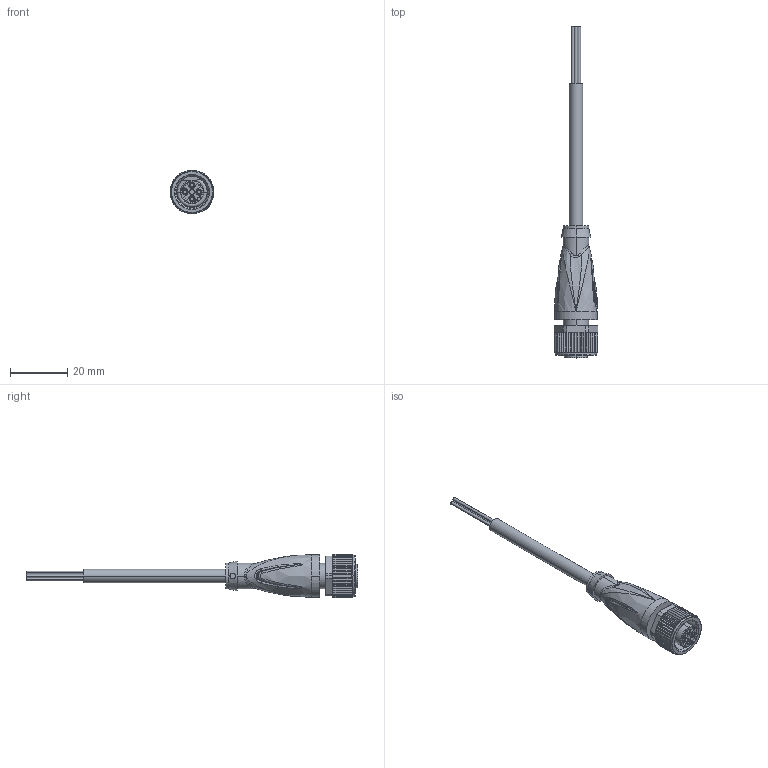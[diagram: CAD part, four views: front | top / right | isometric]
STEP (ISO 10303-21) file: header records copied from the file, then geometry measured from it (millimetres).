
FILE_DESCRIPTION(('STEP AP214'),'1');
FILE_NAME('cctmp_B30612F1-9F49-4AAE-B35A-CCDC2E736A15_2022_04_27_10_31_33_0015..stp','2022-04-27T08:31:35',('KiM GmbH'),('CADClick - www.CADClick.com'),'Spatial InterOp 3D postprocessed',' ','unknown authorization');
FILE_SCHEMA(('AUTOMOTIVE_DESIGN'));
Length unit declared in the file: millimetre
Products named in the file (7): T195698_1; Connection2; Cable; Connection1; Connection1_2; Connection1_1; T195698
Assembly tree (6 placements, depth 4):
  T195698
    T195698_1
      Connection2
      Cable
      Connection1
        Connection1_2
        Connection1_1
Bounding box: 15.4 x 116.4 x 15.37 mm (x, y, z)
Volume: 6702.8 mm3; surface area: 5051.3 mm2
Topology: 9 solids, 29 shells, 1072 faces, 2728 edges, 1717 vertices
Faces by surface type: plane 504, cylinder 224, torus 167, bspline 113, cone 64
Entity records: 52278 total; most frequent: CARTESIAN_POINT 23462, ORIENTED_EDGE 5392, DIRECTION 5177, EDGE_CURVE 2718, AXIS2_PLACEMENT_3D 1905, VERTEX_POINT 1717, LINE 1367, VECTOR 1367
